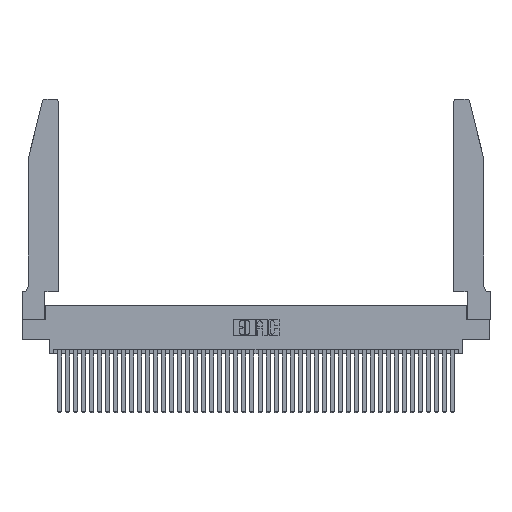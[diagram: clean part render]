
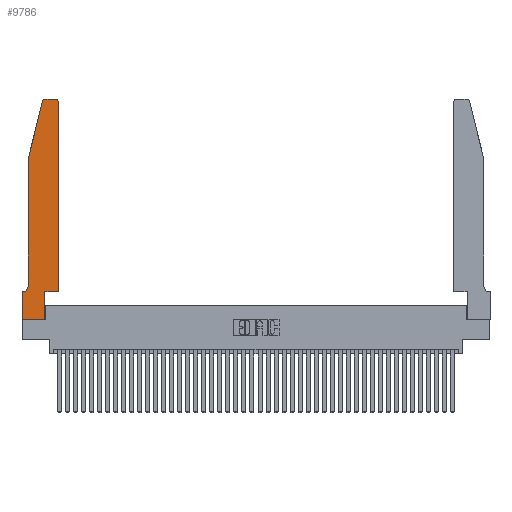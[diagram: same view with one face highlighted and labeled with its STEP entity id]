
A CAD part, top view. The second image highlights one B-rep face of the part: STEP entity #9786.
In plain terms, the highlighted planar face has unit normal (0, 0, 1).
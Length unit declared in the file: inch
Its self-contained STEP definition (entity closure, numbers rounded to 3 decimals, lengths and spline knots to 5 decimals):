
#174 = CARTESIAN_POINT ( 'NONE',  ( 0.2865, 0., 0.37 ) ) ;
#932 = VERTEX_POINT ( 'NONE', #19057 ) ;
#1651 = ORIENTED_EDGE ( 'NONE', *, *, #33757, .T. ) ;
#1784 = CARTESIAN_POINT ( 'NONE',  ( 0.4205, 2.72, 0.37 ) ) ;
#1879 = EDGE_CURVE ( 'NONE', #932, #13068, #42301, .T. ) ;
#2991 = DIRECTION ( 'NONE',  ( -1., 0., 0. ) ) ;
#3040 = VECTOR ( 'NONE', #4924, 39.37008 ) ;
#3166 = EDGE_CURVE ( 'NONE', #16198, #932, #29859, .T. ) ;
#3266 = VERTEX_POINT ( 'NONE', #15595 ) ;
#3689 = VERTEX_POINT ( 'NONE', #37495 ) ;
#3780 = ORIENTED_EDGE ( 'NONE', *, *, #14615, .T. ) ;
#4206 = AXIS2_PLACEMENT_3D ( 'NONE', #15997, #38962, #19307 ) ;
#4523 = CARTESIAN_POINT ( 'NONE',  ( 0.0755, 2., 0.37 ) ) ;
#4662 = LINE ( 'NONE', #9393, #21342 ) ;
#4924 = DIRECTION ( 'NONE',  ( 1., 0., 0. ) ) ;
#4976 = CARTESIAN_POINT ( 'NONE',  ( 0.0755, 2., 0.37 ) ) ;
#5052 = DIRECTION ( 'NONE',  ( 0., 1., 0. ) ) ;
#5203 = DIRECTION ( 'NONE',  ( 1., 0., 0. ) ) ;
#5922 = CARTESIAN_POINT ( 'NONE',  ( 0.0055, 0.42, 0.37 ) ) ;
#6110 = VECTOR ( 'NONE', #24866, 39.37008 ) ;
#6243 = VERTEX_POINT ( 'NONE', #39025 ) ;
#6401 = ORIENTED_EDGE ( 'NONE', *, *, #19436, .T. ) ;
#6474 = VECTOR ( 'NONE', #2991, 39.37008 ) ;
#6987 = EDGE_CURVE ( 'NONE', #6243, #20215, #34911, .T. ) ;
#7006 = LINE ( 'NONE', #42636, #22607 ) ;
#8990 = DIRECTION ( 'NONE',  ( 0., -1., 0. ) ) ;
#9326 = DIRECTION ( 'NONE',  ( -1., 0., 0. ) ) ;
#9393 = CARTESIAN_POINT ( 'NONE',  ( 0.4505, 0.35, 0.37 ) ) ;
#9633 = CARTESIAN_POINT ( 'NONE',  ( 0.25487, 2.72718, 0.37 ) ) ;
#9786 = ADVANCED_FACE ( 'NONE', ( #33115 ), #25749, .T. ) ;
#10335 = VECTOR ( 'NONE', #20312, 39.37008 ) ;
#11143 = ORIENTED_EDGE ( 'NONE', *, *, #27382, .T. ) ;
#12405 = LINE ( 'NONE', #36646, #10335 ) ;
#12662 = CARTESIAN_POINT ( 'NONE',  ( 0., 0.35, 0.37 ) ) ;
#12751 = DIRECTION ( 'NONE',  ( 1., 0., 0. ) ) ;
#13068 = VERTEX_POINT ( 'NONE', #34314 ) ;
#13080 = LINE ( 'NONE', #37857, #3040 ) ;
#13309 = EDGE_CURVE ( 'NONE', #20416, #3266, #4662, .T. ) ;
#13547 = CARTESIAN_POINT ( 'NONE',  ( 0.0755, 0.35, 0.37 ) ) ;
#13563 = EDGE_CURVE ( 'NONE', #25048, #28902, #13080, .T. ) ;
#14353 = CARTESIAN_POINT ( 'NONE',  ( 0.2605, 2.75, 0.37 ) ) ;
#14615 = EDGE_CURVE ( 'NONE', #3266, #16198, #25322, .T. ) ;
#15595 = CARTESIAN_POINT ( 'NONE',  ( 0.4505, 0.35, 0.37 ) ) ;
#15988 = DIRECTION ( 'NONE',  ( 1., 0., 0. ) ) ;
#15997 = CARTESIAN_POINT ( 'NONE',  ( 0.284, 2.72, 0.37 ) ) ;
#16113 = VECTOR ( 'NONE', #20986, 39.37008 ) ;
#16198 = VERTEX_POINT ( 'NONE', #32577 ) ;
#17447 = CIRCLE ( 'NONE', #4206, 0.03 ) ;
#18419 = ORIENTED_EDGE ( 'NONE', *, *, #13563, .T. ) ;
#18939 = CIRCLE ( 'NONE', #32313, 0.07 ) ;
#19057 = CARTESIAN_POINT ( 'NONE',  ( 0.4205, 2.75, 0.37 ) ) ;
#19307 = DIRECTION ( 'NONE',  ( 1., 0., 0. ) ) ;
#19436 = EDGE_CURVE ( 'NONE', #3689, #6243, #18939, .T. ) ;
#19680 = DIRECTION ( 'NONE',  ( 0., 1., 0. ) ) ;
#19956 = ORIENTED_EDGE ( 'NONE', *, *, #37813, .T. ) ;
#20215 = VERTEX_POINT ( 'NONE', #29443 ) ;
#20312 = DIRECTION ( 'NONE',  ( 0., -1., 0. ) ) ;
#20416 = VERTEX_POINT ( 'NONE', #27705 ) ;
#20495 = ORIENTED_EDGE ( 'NONE', *, *, #13309, .T. ) ;
#20986 = DIRECTION ( 'NONE',  ( -1., 0., 0. ) ) ;
#21342 = VECTOR ( 'NONE', #12751, 39.37008 ) ;
#22413 = AXIS2_PLACEMENT_3D ( 'NONE', #12662, #35648, #15988 ) ;
#22607 = VECTOR ( 'NONE', #19680, 39.37008 ) ;
#24200 = LINE ( 'NONE', #28749, #41652 ) ;
#24866 = DIRECTION ( 'NONE',  ( -0.239, -0.971, 0. ) ) ;
#25048 = VERTEX_POINT ( 'NONE', #28876 ) ;
#25073 = DIRECTION ( 'NONE',  ( 0., 0., 1. ) ) ;
#25322 = LINE ( 'NONE', #41290, #40725 ) ;
#25749 = PLANE ( 'NONE',  #22413 ) ;
#26595 = ORIENTED_EDGE ( 'NONE', *, *, #1879, .T. ) ;
#27382 = EDGE_CURVE ( 'NONE', #13068, #32460, #17447, .T. ) ;
#27705 = CARTESIAN_POINT ( 'NONE',  ( 0.2865, 0.35, 0.37 ) ) ;
#27810 = VERTEX_POINT ( 'NONE', #4523 ) ;
#28749 = CARTESIAN_POINT ( 'NONE',  ( 0., 0., 0.37 ) ) ;
#28876 = CARTESIAN_POINT ( 'NONE',  ( 0., 0., 0.37 ) ) ;
#28902 = VERTEX_POINT ( 'NONE', #174 ) ;
#29077 = DIRECTION ( 'NONE',  ( 0., 0., -1. ) ) ;
#29443 = CARTESIAN_POINT ( 'NONE',  ( 0., 0.35, 0.37 ) ) ;
#29859 = CIRCLE ( 'NONE', #34908, 0.03 ) ;
#31253 = ORIENTED_EDGE ( 'NONE', *, *, #3166, .T. ) ;
#32313 = AXIS2_PLACEMENT_3D ( 'NONE', #5922, #29077, #9326 ) ;
#32460 = VERTEX_POINT ( 'NONE', #9633 ) ;
#32577 = CARTESIAN_POINT ( 'NONE',  ( 0.4505, 2.72, 0.37 ) ) ;
#32789 = ORIENTED_EDGE ( 'NONE', *, *, #6987, .T. ) ;
#33001 = EDGE_CURVE ( 'NONE', #20215, #25048, #24200, .T. ) ;
#33115 = FACE_OUTER_BOUND ( 'NONE', #33483, .T. ) ;
#33483 = EDGE_LOOP ( 'NONE', ( #26595, #11143, #19956, #37387, #6401, #32789, #34842, #18419, #1651, #20495, #3780, #31253 ) ) ;
#33757 = EDGE_CURVE ( 'NONE', #28902, #20416, #7006, .T. ) ;
#34314 = CARTESIAN_POINT ( 'NONE',  ( 0.284, 2.75, 0.37 ) ) ;
#34842 = ORIENTED_EDGE ( 'NONE', *, *, #33001, .T. ) ;
#34908 = AXIS2_PLACEMENT_3D ( 'NONE', #1784, #25073, #5203 ) ;
#34911 = LINE ( 'NONE', #13547, #6474 ) ;
#35648 = DIRECTION ( 'NONE',  ( 0., 0., 1. ) ) ;
#36646 = CARTESIAN_POINT ( 'NONE',  ( 0.0755, 2., 0.37 ) ) ;
#37387 = ORIENTED_EDGE ( 'NONE', *, *, #38736, .T. ) ;
#37495 = CARTESIAN_POINT ( 'NONE',  ( 0.0755, 0.42, 0.37 ) ) ;
#37813 = EDGE_CURVE ( 'NONE', #32460, #27810, #39179, .T. ) ;
#37857 = CARTESIAN_POINT ( 'NONE',  ( 0., 0., 0.37 ) ) ;
#38736 = EDGE_CURVE ( 'NONE', #27810, #3689, #12405, .T. ) ;
#38962 = DIRECTION ( 'NONE',  ( 0., 0., 1. ) ) ;
#39025 = CARTESIAN_POINT ( 'NONE',  ( 0.0055, 0.35, 0.37 ) ) ;
#39179 = LINE ( 'NONE', #4976, #6110 ) ;
#40725 = VECTOR ( 'NONE', #5052, 39.37008 ) ;
#41290 = CARTESIAN_POINT ( 'NONE',  ( 0.4505, 0.35, 0.37 ) ) ;
#41652 = VECTOR ( 'NONE', #8990, 39.37008 ) ;
#42301 = LINE ( 'NONE', #14353, #16113 ) ;
#42636 = CARTESIAN_POINT ( 'NONE',  ( 0.2865, 0.35, 0.37 ) ) ;
